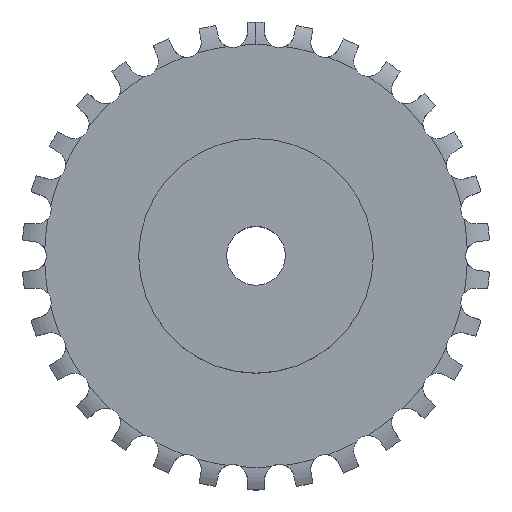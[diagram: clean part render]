
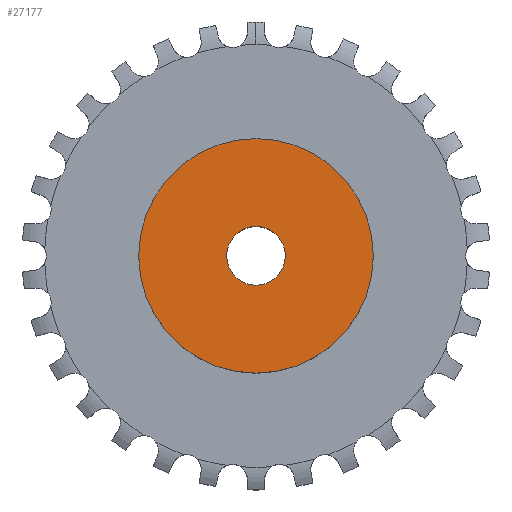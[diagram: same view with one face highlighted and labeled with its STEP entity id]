
A CAD part, top view. The second image highlights one B-rep face of the part: STEP entity #27177.
In plain terms, the highlighted planar face has unit normal (0, 0, 1).
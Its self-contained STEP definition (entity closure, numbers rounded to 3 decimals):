
#7993 = CYLINDRICAL_SURFACE('',#7994,20.);
#7994 = AXIS2_PLACEMENT_3D('',#7995,#7996,#7997);
#7995 = CARTESIAN_POINT('',(0.,0.,0.));
#7996 = DIRECTION('',(-0.,-0.,-1.));
#7997 = DIRECTION('',(1.,0.,0.));
#21928 = CYLINDRICAL_SURFACE('',#21929,5.);
#21929 = AXIS2_PLACEMENT_3D('',#21930,#21931,#21932);
#21930 = CARTESIAN_POINT('',(0.,0.,115.097));
#21931 = DIRECTION('',(0.,0.,1.));
#21932 = DIRECTION('',(1.,0.,-0.));
#25309 = VERTEX_POINT('',#25310);
#25310 = CARTESIAN_POINT('',(20.,0.,16.));
#25331 = EDGE_CURVE('',#25309,#25309,#25332,.T.);
#25332 = SURFACE_CURVE('',#25333,(#25338,#25345),.PCURVE_S1.);
#25333 = CIRCLE('',#25334,20.);
#25334 = AXIS2_PLACEMENT_3D('',#25335,#25336,#25337);
#25335 = CARTESIAN_POINT('',(0.,0.,16.));
#25336 = DIRECTION('',(0.,0.,1.));
#25337 = DIRECTION('',(1.,0.,0.));
#25338 = PCURVE('',#7993,#25339);
#25339 = DEFINITIONAL_REPRESENTATION('',(#25340),#25344);
#25340 = LINE('',#25341,#25342);
#25341 = CARTESIAN_POINT('',(-0.,-16.));
#25342 = VECTOR('',#25343,1.);
#25343 = DIRECTION('',(-1.,0.));
#25344 = ( GEOMETRIC_REPRESENTATION_CONTEXT(2) 
PARAMETRIC_REPRESENTATION_CONTEXT() REPRESENTATION_CONTEXT('2D SPACE',''
  ) );
#25345 = PCURVE('',#25346,#25351);
#25346 = PLANE('',#25347);
#25347 = AXIS2_PLACEMENT_3D('',#25348,#25349,#25350);
#25348 = CARTESIAN_POINT('',(0.,0.,16.));
#25349 = DIRECTION('',(-0.,0.,1.));
#25350 = DIRECTION('',(0.,-1.,0.));
#25351 = DEFINITIONAL_REPRESENTATION('',(#25352),#25356);
#25352 = CIRCLE('',#25353,20.);
#25353 = AXIS2_PLACEMENT_2D('',#25354,#25355);
#25354 = CARTESIAN_POINT('',(0.,0.));
#25355 = DIRECTION('',(0.,1.));
#25356 = ( GEOMETRIC_REPRESENTATION_CONTEXT(2) 
PARAMETRIC_REPRESENTATION_CONTEXT() REPRESENTATION_CONTEXT('2D SPACE',''
  ) );
#27131 = EDGE_CURVE('',#27132,#27132,#27134,.T.);
#27132 = VERTEX_POINT('',#27133);
#27133 = CARTESIAN_POINT('',(5.,0.,16.));
#27134 = SURFACE_CURVE('',#27135,(#27140,#27147),.PCURVE_S1.);
#27135 = CIRCLE('',#27136,5.);
#27136 = AXIS2_PLACEMENT_3D('',#27137,#27138,#27139);
#27137 = CARTESIAN_POINT('',(0.,0.,16.));
#27138 = DIRECTION('',(0.,0.,1.));
#27139 = DIRECTION('',(1.,0.,-0.));
#27140 = PCURVE('',#21928,#27141);
#27141 = DEFINITIONAL_REPRESENTATION('',(#27142),#27146);
#27142 = LINE('',#27143,#27144);
#27143 = CARTESIAN_POINT('',(0.,-99.097));
#27144 = VECTOR('',#27145,1.);
#27145 = DIRECTION('',(1.,0.));
#27146 = ( GEOMETRIC_REPRESENTATION_CONTEXT(2) 
PARAMETRIC_REPRESENTATION_CONTEXT() REPRESENTATION_CONTEXT('2D SPACE',''
  ) );
#27147 = PCURVE('',#25346,#27148);
#27148 = DEFINITIONAL_REPRESENTATION('',(#27149),#27153);
#27149 = CIRCLE('',#27150,5.);
#27150 = AXIS2_PLACEMENT_2D('',#27151,#27152);
#27151 = CARTESIAN_POINT('',(0.,0.));
#27152 = DIRECTION('',(0.,1.));
#27153 = ( GEOMETRIC_REPRESENTATION_CONTEXT(2) 
PARAMETRIC_REPRESENTATION_CONTEXT() REPRESENTATION_CONTEXT('2D SPACE',''
  ) );
#27177 = ADVANCED_FACE('',(#27178,#27181),#25346,.T.);
#27178 = FACE_BOUND('',#27179,.T.);
#27179 = EDGE_LOOP('',(#27180));
#27180 = ORIENTED_EDGE('',*,*,#25331,.T.);
#27181 = FACE_BOUND('',#27182,.T.);
#27182 = EDGE_LOOP('',(#27183));
#27183 = ORIENTED_EDGE('',*,*,#27131,.F.);
